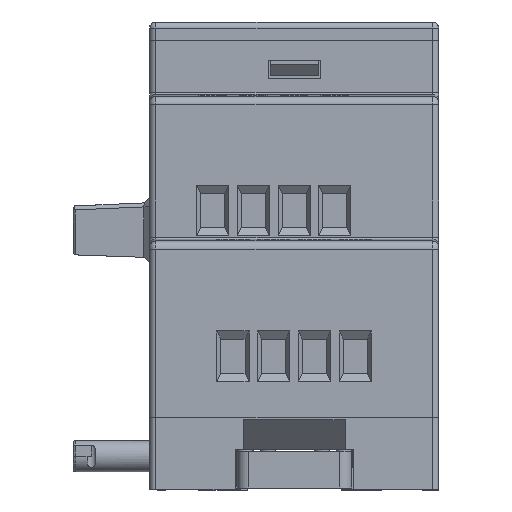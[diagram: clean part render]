
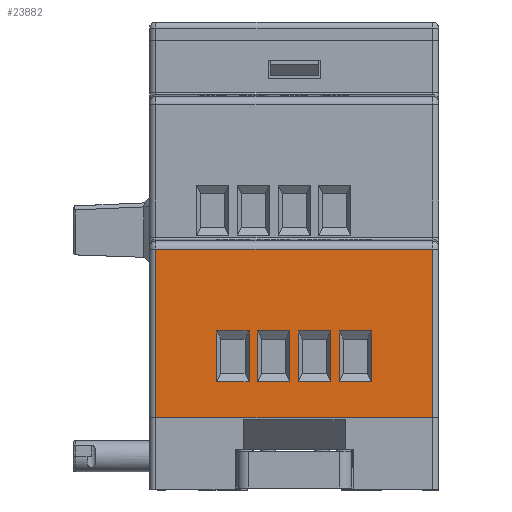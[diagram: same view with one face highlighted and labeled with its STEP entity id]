
A CAD part, front view. The second image highlights one B-rep face of the part: STEP entity #23882.
In plain terms, the highlighted face is planar.
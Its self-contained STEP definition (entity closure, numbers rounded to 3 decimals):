
#3017=ORIENTED_EDGE('',*,*,#9247,.F.);
#3018=ORIENTED_EDGE('',*,*,#9245,.F.);
#3019=ORIENTED_EDGE('',*,*,#9243,.F.);
#3020=ORIENTED_EDGE('',*,*,#9241,.F.);
#3021=ORIENTED_EDGE('',*,*,#9239,.T.);
#3022=ORIENTED_EDGE('',*,*,#9238,.T.);
#3023=ORIENTED_EDGE('',*,*,#9237,.T.);
#3024=ORIENTED_EDGE('',*,*,#8539,.F.);
#3025=ORIENTED_EDGE('',*,*,#9193,.T.);
#3026=ORIENTED_EDGE('',*,*,#9191,.T.);
#3027=ORIENTED_EDGE('',*,*,#9189,.T.);
#3028=ORIENTED_EDGE('',*,*,#9187,.T.);
#3029=ORIENTED_EDGE('',*,*,#9185,.T.);
#3030=ORIENTED_EDGE('',*,*,#9183,.T.);
#3031=ORIENTED_EDGE('',*,*,#9181,.T.);
#3032=ORIENTED_EDGE('',*,*,#9179,.T.);
#3033=ORIENTED_EDGE('',*,*,#9177,.T.);
#3034=ORIENTED_EDGE('',*,*,#9175,.T.);
#3035=ORIENTED_EDGE('',*,*,#9173,.T.);
#3036=ORIENTED_EDGE('',*,*,#9171,.T.);
#8539=EDGE_CURVE('',#11952,#11953,#14258,.T.);
#9171=EDGE_CURVE('',#12380,#12379,#14615,.T.);
#9173=EDGE_CURVE('',#12381,#12380,#14617,.T.);
#9175=EDGE_CURVE('',#12382,#12381,#14619,.T.);
#9177=EDGE_CURVE('',#12379,#12382,#14621,.T.);
#9179=EDGE_CURVE('',#12384,#12383,#14623,.F.);
#9181=EDGE_CURVE('',#12385,#12384,#14625,.F.);
#9183=EDGE_CURVE('',#12386,#12385,#14627,.F.);
#9185=EDGE_CURVE('',#12383,#12386,#14629,.F.);
#9187=EDGE_CURVE('',#12388,#12387,#14631,.F.);
#9189=EDGE_CURVE('',#12389,#12388,#14633,.F.);
#9191=EDGE_CURVE('',#12390,#12389,#14635,.F.);
#9193=EDGE_CURVE('',#12387,#12390,#14637,.F.);
#9237=EDGE_CURVE('',#12369,#11953,#14681,.T.);
#9238=EDGE_CURVE('',#12372,#12369,#14682,.F.);
#9239=EDGE_CURVE('',#11952,#12372,#14683,.F.);
#9241=EDGE_CURVE('',#12411,#12412,#14685,.T.);
#9243=EDGE_CURVE('',#12412,#12413,#14687,.T.);
#9245=EDGE_CURVE('',#12413,#12414,#14689,.T.);
#9247=EDGE_CURVE('',#12414,#12411,#14691,.T.);
#11952=VERTEX_POINT('',#35940);
#11953=VERTEX_POINT('',#35942);
#12369=VERTEX_POINT('',#37304);
#12372=VERTEX_POINT('',#37314);
#12379=VERTEX_POINT('',#37353);
#12380=VERTEX_POINT('',#37355);
#12381=VERTEX_POINT('',#37359);
#12382=VERTEX_POINT('',#37363);
#12383=VERTEX_POINT('',#37369);
#12384=VERTEX_POINT('',#37371);
#12385=VERTEX_POINT('',#37375);
#12386=VERTEX_POINT('',#37379);
#12387=VERTEX_POINT('',#37385);
#12388=VERTEX_POINT('',#37387);
#12389=VERTEX_POINT('',#37391);
#12390=VERTEX_POINT('',#37395);
#12411=VERTEX_POINT('',#37494);
#12412=VERTEX_POINT('',#37496);
#12413=VERTEX_POINT('',#37500);
#12414=VERTEX_POINT('',#37504);
#14258=LINE('',#35941,#16894);
#14615=LINE('',#37354,#17251);
#14617=LINE('',#37358,#17253);
#14619=LINE('',#37362,#17255);
#14621=LINE('',#37366,#17257);
#14623=LINE('',#37370,#17259);
#14625=LINE('',#37374,#17261);
#14627=LINE('',#37378,#17263);
#14629=LINE('',#37382,#17265);
#14631=LINE('',#37386,#17267);
#14633=LINE('',#37390,#17269);
#14635=LINE('',#37394,#17271);
#14637=LINE('',#37398,#17273);
#14681=LINE('',#37487,#17317);
#14682=LINE('',#37489,#17318);
#14683=LINE('',#37491,#17319);
#14685=LINE('',#37495,#17321);
#14687=LINE('',#37499,#17323);
#14689=LINE('',#37503,#17325);
#14691=LINE('',#37507,#17327);
#16894=VECTOR('',#29036,1000.);
#17251=VECTOR('',#30291,1000.);
#17253=VECTOR('',#30295,1000.);
#17255=VECTOR('',#30299,1000.);
#17257=VECTOR('',#30303,1000.);
#17259=VECTOR('',#30307,1000.);
#17261=VECTOR('',#30311,1000.);
#17263=VECTOR('',#30315,1000.);
#17265=VECTOR('',#30319,1000.);
#17267=VECTOR('',#30323,1000.);
#17269=VECTOR('',#30327,1000.);
#17271=VECTOR('',#30331,1000.);
#17273=VECTOR('',#30335,1000.);
#17317=VECTOR('',#30429,1000.);
#17318=VECTOR('',#30432,1000.);
#17319=VECTOR('',#30435,1000.);
#17321=VECTOR('',#30439,1000.);
#17323=VECTOR('',#30443,1000.);
#17325=VECTOR('',#30447,1000.);
#17327=VECTOR('',#30451,1000.);
#19743=EDGE_LOOP('',(#3017,#3018,#3019,#3020));
#19744=EDGE_LOOP('',(#3021,#3022,#3023,#3024));
#19745=EDGE_LOOP('',(#3025,#3026,#3027,#3028));
#19746=EDGE_LOOP('',(#3029,#3030,#3031,#3032));
#19747=EDGE_LOOP('',(#3033,#3034,#3035,#3036));
#21369=FACE_BOUND('',#19743,.T.);
#21370=FACE_BOUND('',#19744,.T.);
#21371=FACE_BOUND('',#19745,.T.);
#21372=FACE_BOUND('',#19746,.T.);
#21373=FACE_BOUND('',#19747,.T.);
#22815=PLANE('',#27080);
#23882=ADVANCED_FACE('',(#21369,#21370,#21371,#21372,#21373),#22815,.T.);
#27080=AXIS2_PLACEMENT_3D('',#37508,#30452,#30453);
#29036=DIRECTION('',(0.,-1.,0.));
#30291=DIRECTION('',(0.,-1.,0.));
#30295=DIRECTION('',(0.,0.,-1.));
#30299=DIRECTION('',(0.,1.,0.));
#30303=DIRECTION('',(0.,0.,1.));
#30307=DIRECTION('',(0.,1.,0.));
#30311=DIRECTION('',(0.,0.,1.));
#30315=DIRECTION('',(0.,-1.,0.));
#30319=DIRECTION('',(0.,0.,-1.));
#30323=DIRECTION('',(0.,1.,0.));
#30327=DIRECTION('',(0.,0.,1.));
#30331=DIRECTION('',(0.,-1.,0.));
#30335=DIRECTION('',(0.,0.,-1.));
#30429=DIRECTION('',(0.,0.,-1.));
#30432=DIRECTION('',(0.,1.,0.));
#30435=DIRECTION('',(0.,0.,-1.));
#30439=DIRECTION('',(0.,-1.,0.));
#30443=DIRECTION('',(0.,0.,-1.));
#30447=DIRECTION('',(0.,1.,0.));
#30451=DIRECTION('',(0.,0.,1.));
#30452=DIRECTION('',(1.,0.,0.));
#30453=DIRECTION('',(0.,0.,-1.));
#35940=CARTESIAN_POINT('',(45.,17.249,1.25));
#35941=CARTESIAN_POINT('',(45.,-33.901,1.25));
#35942=CARTESIAN_POINT('',(45.,-17.251,1.25));
#37304=CARTESIAN_POINT('',(45.,-17.251,22.272));
#37314=CARTESIAN_POINT('',(45.,17.249,22.272));
#37353=CARTESIAN_POINT('',(45.,-4.541,5.76));
#37354=CARTESIAN_POINT('',(45.,-4.541,5.76));
#37355=CARTESIAN_POINT('',(45.,-0.541,5.76));
#37358=CARTESIAN_POINT('',(45.,-0.541,12.06));
#37359=CARTESIAN_POINT('',(45.,-0.541,12.06));
#37362=CARTESIAN_POINT('',(45.,-4.541,12.06));
#37363=CARTESIAN_POINT('',(45.,-4.541,12.06));
#37366=CARTESIAN_POINT('',(45.,-4.541,5.76));
#37369=CARTESIAN_POINT('',(45.,0.539,5.76));
#37370=CARTESIAN_POINT('',(45.,0.539,5.76));
#37371=CARTESIAN_POINT('',(45.,4.539,5.76));
#37374=CARTESIAN_POINT('',(45.,4.539,12.06));
#37375=CARTESIAN_POINT('',(45.,4.539,12.06));
#37378=CARTESIAN_POINT('',(45.,0.539,12.06));
#37379=CARTESIAN_POINT('',(45.,0.539,12.06));
#37382=CARTESIAN_POINT('',(45.,0.539,5.76));
#37385=CARTESIAN_POINT('',(45.,5.619,5.76));
#37386=CARTESIAN_POINT('',(45.,5.619,5.76));
#37387=CARTESIAN_POINT('',(45.,9.619,5.76));
#37390=CARTESIAN_POINT('',(45.,9.619,12.06));
#37391=CARTESIAN_POINT('',(45.,9.619,12.06));
#37394=CARTESIAN_POINT('',(45.,5.619,12.06));
#37395=CARTESIAN_POINT('',(45.,5.619,12.06));
#37398=CARTESIAN_POINT('',(45.,5.619,5.76));
#37487=CARTESIAN_POINT('',(45.,-17.251,23.25));
#37489=CARTESIAN_POINT('',(45.,-33.901,22.272));
#37491=CARTESIAN_POINT('',(45.,17.249,39.5));
#37494=CARTESIAN_POINT('',(45.,-5.621,12.06));
#37495=CARTESIAN_POINT('',(45.,-33.901,12.06));
#37496=CARTESIAN_POINT('',(45.,-9.621,12.06));
#37499=CARTESIAN_POINT('',(45.,-9.621,23.25));
#37500=CARTESIAN_POINT('',(45.,-9.621,5.76));
#37503=CARTESIAN_POINT('',(45.,-33.901,5.76));
#37504=CARTESIAN_POINT('',(45.,-5.621,5.76));
#37507=CARTESIAN_POINT('',(45.,-5.621,23.25));
#37508=CARTESIAN_POINT('',(45.,-33.901,23.25));
